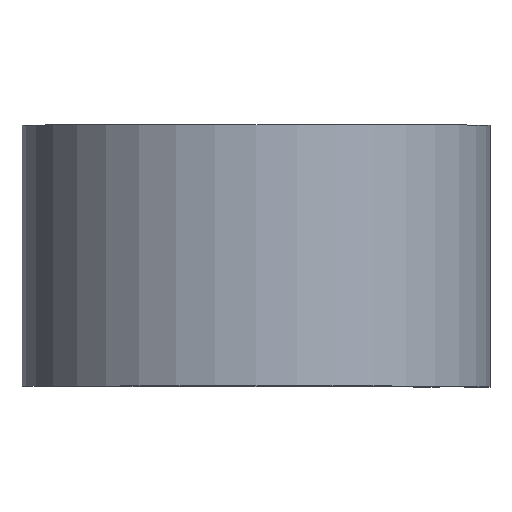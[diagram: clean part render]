
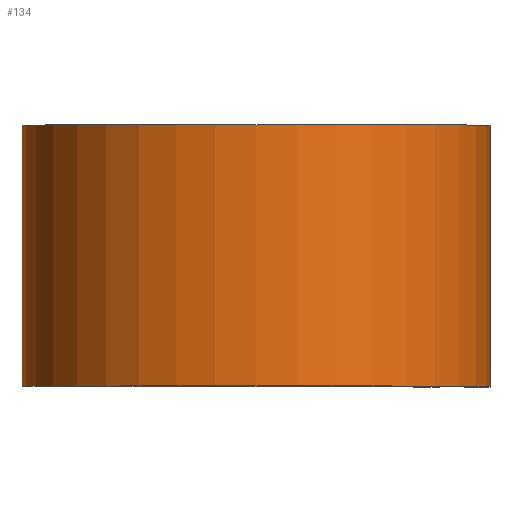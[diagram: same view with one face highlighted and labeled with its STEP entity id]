
A CAD part, top view. The second image highlights one B-rep face of the part: STEP entity #134.
In plain terms, the highlighted cylindrical face has radius 14.224 mm (diameter 28.448 mm), a partial arc.
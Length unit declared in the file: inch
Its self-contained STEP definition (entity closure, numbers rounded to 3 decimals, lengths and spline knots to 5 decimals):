
#5 = CIRCLE ( 'NONE', #499, 0.56 ) ;
#21 = CARTESIAN_POINT ( 'NONE',  ( 0.56, -0.3125, 0. ) ) ;
#72 = EDGE_CURVE ( 'NONE', #205, #166, #5, .T. ) ;
#82 = CARTESIAN_POINT ( 'NONE',  ( 0., 0.3125, -0.56 ) ) ;
#84 = DIRECTION ( 'NONE',  ( 0., -1., 0. ) ) ;
#108 = ORIENTED_EDGE ( 'NONE', *, *, #537, .T. ) ;
#118 = CARTESIAN_POINT ( 'NONE',  ( 0., 0.3125, -0.56 ) ) ;
#134 = ADVANCED_FACE ( 'NONE', ( #454 ), #210, .T. ) ;
#135 = EDGE_LOOP ( 'NONE', ( #486, #422, #226, #108 ) ) ;
#141 = AXIS2_PLACEMENT_3D ( 'NONE', #352, #354, #258 ) ;
#162 = CARTESIAN_POINT ( 'NONE',  ( 0., 0.3125, 0. ) ) ;
#164 = DIRECTION ( 'NONE',  ( 0., 1., 0. ) ) ;
#166 = VERTEX_POINT ( 'NONE', #21 ) ;
#173 = EDGE_CURVE ( 'NONE', #175, #619, #473, .T. ) ;
#175 = VERTEX_POINT ( 'NONE', #118 ) ;
#205 = VERTEX_POINT ( 'NONE', #340 ) ;
#210 = CYLINDRICAL_SURFACE ( 'NONE', #141, 0.56 ) ;
#211 = AXIS2_PLACEMENT_3D ( 'NONE', #162, #164, #291 ) ;
#226 = ORIENTED_EDGE ( 'NONE', *, *, #173, .F. ) ;
#243 = LINE ( 'NONE', #386, #480 ) ;
#258 = DIRECTION ( 'NONE',  ( 0., 0., -1. ) ) ;
#291 = DIRECTION ( 'NONE',  ( 1., 0., 0. ) ) ;
#340 = CARTESIAN_POINT ( 'NONE',  ( 0., -0.3125, -0.56 ) ) ;
#341 = VECTOR ( 'NONE', #586, 39.37008 ) ;
#352 = CARTESIAN_POINT ( 'NONE',  ( 0., 0.3125, 0. ) ) ;
#354 = DIRECTION ( 'NONE',  ( 0., -1., 0. ) ) ;
#374 = DIRECTION ( 'NONE',  ( 1., 0., 0. ) ) ;
#386 = CARTESIAN_POINT ( 'NONE',  ( 0.56, 0.3125, 0. ) ) ;
#417 = DIRECTION ( 'NONE',  ( 0., 1., 0. ) ) ;
#419 = CARTESIAN_POINT ( 'NONE',  ( 0., -0.3125, 0. ) ) ;
#422 = ORIENTED_EDGE ( 'NONE', *, *, #559, .F. ) ;
#428 = CARTESIAN_POINT ( 'NONE',  ( 0.56, 0.3125, 0. ) ) ;
#454 = FACE_OUTER_BOUND ( 'NONE', #135, .T. ) ;
#455 = LINE ( 'NONE', #82, #341 ) ;
#473 = CIRCLE ( 'NONE', #211, 0.56 ) ;
#480 = VECTOR ( 'NONE', #84, 39.37008 ) ;
#486 = ORIENTED_EDGE ( 'NONE', *, *, #72, .T. ) ;
#499 = AXIS2_PLACEMENT_3D ( 'NONE', #419, #417, #374 ) ;
#537 = EDGE_CURVE ( 'NONE', #175, #205, #455, .T. ) ;
#559 = EDGE_CURVE ( 'NONE', #619, #166, #243, .T. ) ;
#586 = DIRECTION ( 'NONE',  ( 0., -1., 0. ) ) ;
#619 = VERTEX_POINT ( 'NONE', #428 ) ;
